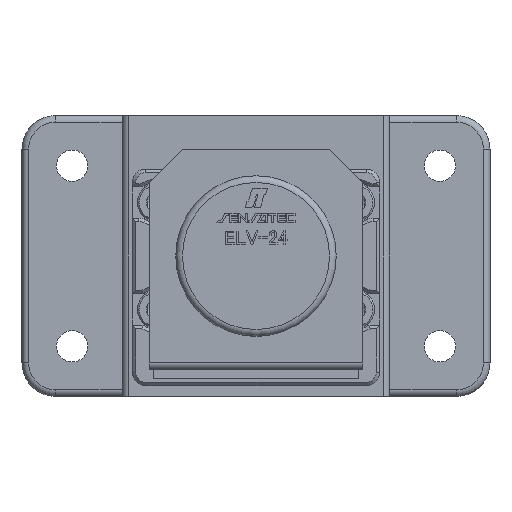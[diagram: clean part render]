
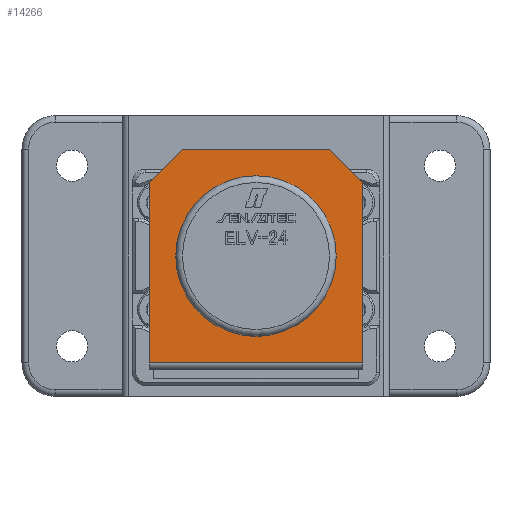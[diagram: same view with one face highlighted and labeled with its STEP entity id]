
A CAD part, front view. The second image highlights one B-rep face of the part: STEP entity #14266.
In plain terms, the highlighted planar face has unit normal (0, -1, 0).
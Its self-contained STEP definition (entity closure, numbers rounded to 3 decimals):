
#1017=FACE_BOUND('',#2728,.T.);
#1018=FACE_BOUND('',#2729,.T.);
#1223=PLANE('',#15662);
#1833=FACE_OUTER_BOUND('',#2727,.T.);
#2727=EDGE_LOOP('',(#11101,#11102,#11103,#11104,#11105,#11106));
#2728=EDGE_LOOP('',(#11107));
#2729=EDGE_LOOP('',(#11108));
#3721=LINE('',#22703,#4804);
#3726=LINE('',#22716,#4809);
#3727=LINE('',#22718,#4810);
#3728=LINE('',#22720,#4811);
#3729=LINE('',#22721,#4812);
#3730=LINE('',#22722,#4813);
#4804=VECTOR('',#18190,1000.);
#4809=VECTOR('',#18207,1000.);
#4810=VECTOR('',#18208,1000.);
#4811=VECTOR('',#18209,1000.);
#4812=VECTOR('',#18210,1000.);
#4813=VECTOR('',#18211,1000.);
#5763=CIRCLE('',#15648,5.);
#5765=CIRCLE('',#15651,1.5);
#6485=VERTEX_POINT('',#22640);
#6487=VERTEX_POINT('',#22646);
#6509=VERTEX_POINT('',#22700);
#6510=VERTEX_POINT('',#22702);
#6511=VERTEX_POINT('',#22711);
#6512=VERTEX_POINT('',#22715);
#6513=VERTEX_POINT('',#22717);
#6514=VERTEX_POINT('',#22719);
#8148=EDGE_CURVE('',#6485,#6485,#5763,.T.);
#8151=EDGE_CURVE('',#6487,#6487,#5765,.T.);
#8178=EDGE_CURVE('',#6509,#6510,#3721,.T.);
#8185=EDGE_CURVE('',#6509,#6512,#3726,.T.);
#8186=EDGE_CURVE('',#6513,#6512,#3727,.T.);
#8187=EDGE_CURVE('',#6513,#6514,#3728,.T.);
#8188=EDGE_CURVE('',#6514,#6511,#3729,.T.);
#8189=EDGE_CURVE('',#6511,#6510,#3730,.T.);
#11101=ORIENTED_EDGE('',*,*,#8178,.F.);
#11102=ORIENTED_EDGE('',*,*,#8185,.T.);
#11103=ORIENTED_EDGE('',*,*,#8186,.F.);
#11104=ORIENTED_EDGE('',*,*,#8187,.T.);
#11105=ORIENTED_EDGE('',*,*,#8188,.T.);
#11106=ORIENTED_EDGE('',*,*,#8189,.T.);
#11107=ORIENTED_EDGE('',*,*,#8148,.F.);
#11108=ORIENTED_EDGE('',*,*,#8151,.F.);
#14266=ADVANCED_FACE('',(#1833,#1017,#1018),#1223,.T.);
#15648=AXIS2_PLACEMENT_3D('',#22642,#18145,#18146);
#15651=AXIS2_PLACEMENT_3D('',#22648,#18152,#18153);
#15662=AXIS2_PLACEMENT_3D('',#22714,#18205,#18206);
#18145=DIRECTION('center_axis',(0.,-1.,0.));
#18146=DIRECTION('ref_axis',(0.,0.,-1.));
#18152=DIRECTION('center_axis',(0.,-1.,0.));
#18153=DIRECTION('ref_axis',(0.,0.,-1.));
#18190=DIRECTION('',(0.,0.,1.));
#18205=DIRECTION('center_axis',(0.,-1.,0.));
#18206=DIRECTION('ref_axis',(0.,0.,-1.));
#18207=DIRECTION('',(0.707,0.,-0.707));
#18208=DIRECTION('',(-1.,0.,0.));
#18209=DIRECTION('',(0.707,0.,0.707));
#18210=DIRECTION('',(0.,0.,1.));
#18211=DIRECTION('',(-1.,0.,0.));
#22640=CARTESIAN_POINT('',(0.,-1.,5.));
#22642=CARTESIAN_POINT('Origin',(0.,-1.,0.));
#22646=CARTESIAN_POINT('',(-9.,-1.,1.5));
#22648=CARTESIAN_POINT('Origin',(-9.,-1.,0.));
#22700=CARTESIAN_POINT('',(-16.,-1.,-11.));
#22702=CARTESIAN_POINT('',(-16.,-1.,16.));
#22703=CARTESIAN_POINT('',(-16.,-1.,-16.));
#22711=CARTESIAN_POINT('',(16.,-1.,16.));
#22714=CARTESIAN_POINT('Origin',(16.,-1.,-16.));
#22715=CARTESIAN_POINT('',(-11.,-1.,-16.));
#22716=CARTESIAN_POINT('',(2.5,-1.,-29.5));
#22717=CARTESIAN_POINT('',(11.,-1.,-16.));
#22718=CARTESIAN_POINT('',(16.,-1.,-16.));
#22719=CARTESIAN_POINT('',(16.,-1.,-11.));
#22720=CARTESIAN_POINT('',(13.5,-1.,-13.5));
#22721=CARTESIAN_POINT('',(16.,-1.,-16.));
#22722=CARTESIAN_POINT('',(16.,-1.,16.));
